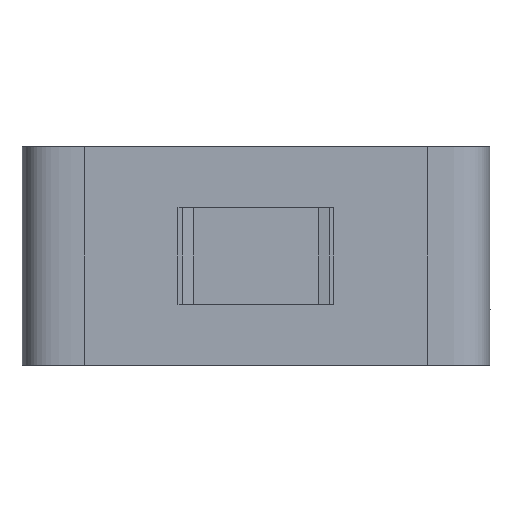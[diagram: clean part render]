
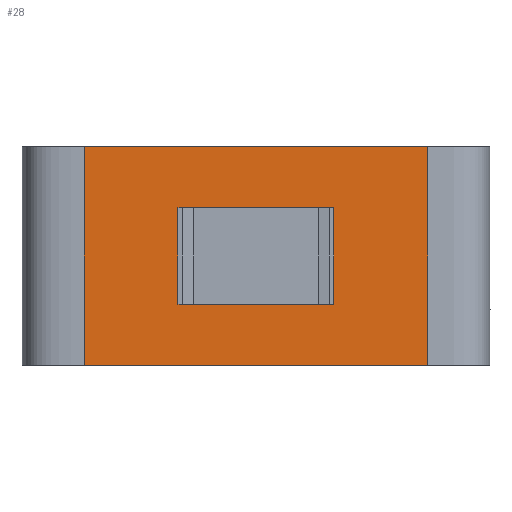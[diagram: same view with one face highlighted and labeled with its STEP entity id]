
A CAD part, front view. The second image highlights one B-rep face of the part: STEP entity #28.
In plain terms, the highlighted planar face has unit normal (0, -1, 0).
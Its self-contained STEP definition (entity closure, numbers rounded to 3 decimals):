
#15=FACE_BOUND('',#146,.T.);
#28=ADVANCED_FACE('',(#86,#15),#950,.T.);
#86=FACE_OUTER_BOUND('',#145,.T.);
#145=EDGE_LOOP('',(#240,#241,#242,#243));
#146=EDGE_LOOP('',(#244,#245,#246,#247));
#240=ORIENTED_EDGE('',*,*,#543,.T.);
#241=ORIENTED_EDGE('',*,*,#544,.T.);
#242=ORIENTED_EDGE('',*,*,#545,.F.);
#243=ORIENTED_EDGE('',*,*,#541,.F.);
#244=ORIENTED_EDGE('',*,*,#603,.T.);
#245=ORIENTED_EDGE('',*,*,#600,.T.);
#246=ORIENTED_EDGE('',*,*,#601,.T.);
#247=ORIENTED_EDGE('',*,*,#602,.T.);
#541=EDGE_CURVE('',#856,#857,#703,.T.);
#543=EDGE_CURVE('',#856,#858,#705,.T.);
#544=EDGE_CURVE('',#858,#859,#706,.T.);
#545=EDGE_CURVE('',#857,#859,#707,.T.);
#600=EDGE_CURVE('',#896,#897,#762,.T.);
#601=EDGE_CURVE('',#897,#898,#763,.T.);
#602=EDGE_CURVE('',#898,#899,#764,.T.);
#603=EDGE_CURVE('',#899,#896,#765,.T.);
#703=B_SPLINE_CURVE_WITH_KNOTS('',1,(#1576,#1577),.UNSPECIFIED.,.F.,.F.,
(2,2),(0.,7.),.UNSPECIFIED.);
#705=B_SPLINE_CURVE_WITH_KNOTS('',5,(#1584,#1585,#1586,#1587,#1588,#1589),
 .UNSPECIFIED.,.F.,.F.,(6,6),(-10.266,-2.932),
 .UNSPECIFIED.);
#706=B_SPLINE_CURVE_WITH_KNOTS('',1,(#1590,#1591),.UNSPECIFIED.,.F.,.F.,
(2,2),(0.,7.),.UNSPECIFIED.);
#707=B_SPLINE_CURVE_WITH_KNOTS('',5,(#1592,#1593,#1594,#1595,#1596,#1597),
 .UNSPECIFIED.,.F.,.F.,(6,6),(-10.266,-2.932),
 .UNSPECIFIED.);
#762=B_SPLINE_CURVE_WITH_KNOTS('',1,(#1842,#1843),.UNSPECIFIED.,.F.,.F.,
(2,2),(0.,0.711),.UNSPECIFIED.);
#763=B_SPLINE_CURVE_WITH_KNOTS('',1,(#1844,#1845),.UNSPECIFIED.,.F.,.F.,
(2,2),(0.711,5.702),.UNSPECIFIED.);
#764=B_SPLINE_CURVE_WITH_KNOTS('',1,(#1846,#1847),.UNSPECIFIED.,.F.,.F.,
(2,2),(5.702,6.413),.UNSPECIFIED.);
#765=B_SPLINE_CURVE_WITH_KNOTS('',5,(#1848,#1849,#1850,#1851,#1852,#1853),
 .UNSPECIFIED.,.F.,.F.,(6,6),(4.939,8.266),
 .UNSPECIFIED.);
#856=VERTEX_POINT('',#1396);
#857=VERTEX_POINT('',#1397);
#858=VERTEX_POINT('',#1398);
#859=VERTEX_POINT('',#1399);
#896=VERTEX_POINT('',#1436);
#897=VERTEX_POINT('',#1437);
#898=VERTEX_POINT('',#1438);
#899=VERTEX_POINT('',#1439);
#950=PLANE('',#1091);
#1091=AXIS2_PLACEMENT_3D('',#1213,#1134,$);
#1134=DIRECTION('',(0.,-1.,0.));
#1213=CARTESIAN_POINT('',(-163.,-48.,75.681));
#1396=CARTESIAN_POINT('',(-163.,-48.,75.681));
#1397=CARTESIAN_POINT('',(-163.,-48.,82.681));
#1398=CARTESIAN_POINT('',(-152.,-48.,75.681));
#1399=CARTESIAN_POINT('',(-152.,-48.,82.681));
#1436=CARTESIAN_POINT('',(-160.,-48.,77.642));
#1437=CARTESIAN_POINT('',(-160.,-48.,80.72));
#1438=CARTESIAN_POINT('',(-155.01,-48.,80.72));
#1439=CARTESIAN_POINT('',(-155.01,-48.,77.642));
#1576=CARTESIAN_POINT('',(-163.,-48.,75.681));
#1577=CARTESIAN_POINT('',(-163.,-48.,82.681));
#1584=CARTESIAN_POINT('',(-163.,-48.,75.681));
#1585=CARTESIAN_POINT('',(-160.8,-48.,75.681));
#1586=CARTESIAN_POINT('',(-158.6,-48.,75.681));
#1587=CARTESIAN_POINT('',(-156.4,-48.,75.681));
#1588=CARTESIAN_POINT('',(-154.2,-48.,75.681));
#1589=CARTESIAN_POINT('',(-152.,-48.,75.681));
#1590=CARTESIAN_POINT('',(-152.,-48.,75.681));
#1591=CARTESIAN_POINT('',(-152.,-48.,82.681));
#1592=CARTESIAN_POINT('',(-163.,-48.,82.681));
#1593=CARTESIAN_POINT('',(-160.8,-48.,82.681));
#1594=CARTESIAN_POINT('',(-158.6,-48.,82.681));
#1595=CARTESIAN_POINT('',(-156.4,-48.,82.681));
#1596=CARTESIAN_POINT('',(-154.2,-48.,82.681));
#1597=CARTESIAN_POINT('',(-152.,-48.,82.681));
#1842=CARTESIAN_POINT('',(-160.,-48.,77.642));
#1843=CARTESIAN_POINT('',(-160.,-48.,80.72));
#1844=CARTESIAN_POINT('',(-160.,-48.,80.72));
#1845=CARTESIAN_POINT('',(-155.01,-48.,80.72));
#1846=CARTESIAN_POINT('',(-155.01,-48.,80.72));
#1847=CARTESIAN_POINT('',(-155.01,-48.,77.642));
#1848=CARTESIAN_POINT('',(-155.01,-48.,77.642));
#1849=CARTESIAN_POINT('',(-156.008,-48.,77.642));
#1850=CARTESIAN_POINT('',(-157.006,-48.,77.642));
#1851=CARTESIAN_POINT('',(-158.004,-48.,77.642));
#1852=CARTESIAN_POINT('',(-159.002,-48.,77.642));
#1853=CARTESIAN_POINT('',(-160.,-48.,77.642));
